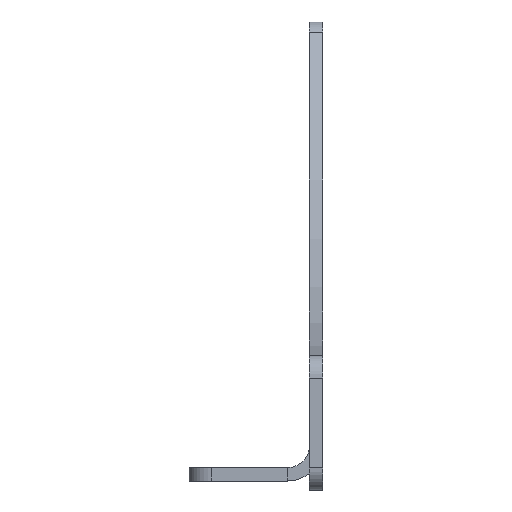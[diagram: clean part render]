
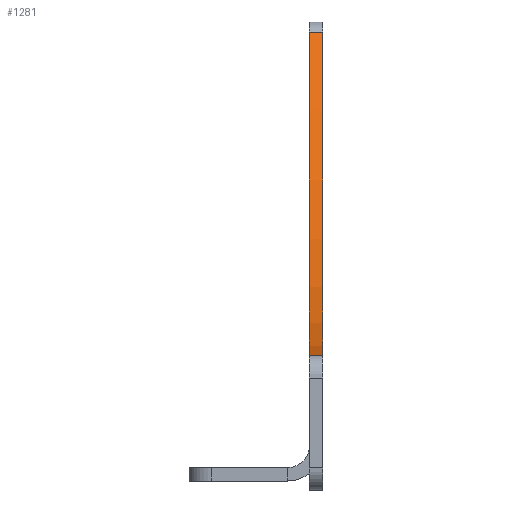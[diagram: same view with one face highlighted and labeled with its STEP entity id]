
A CAD part, front view. The second image highlights one B-rep face of the part: STEP entity #1281.
In plain terms, the highlighted cylindrical face has radius 161.533 mm (diameter 323.066 mm), a partial arc.
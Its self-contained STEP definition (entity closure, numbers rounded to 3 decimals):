
#57 = DIRECTION ( 'NONE',  ( 0., 0., 1. ) ) ;
#176 = CYLINDRICAL_SURFACE ( 'NONE', #445, 161.533 ) ;
#289 = AXIS2_PLACEMENT_3D ( 'NONE', #2463, #1583, #57 ) ;
#361 = CARTESIAN_POINT ( 'NONE',  ( 0., 134.945, 102.748 ) ) ;
#416 = CARTESIAN_POINT ( 'NONE',  ( -3., 134.945, 102.748 ) ) ;
#445 = AXIS2_PLACEMENT_3D ( 'NONE', #2351, #2692, #3287 ) ;
#474 = CARTESIAN_POINT ( 'NONE',  ( -3., 4.85, 30.073 ) ) ;
#476 = VERTEX_POINT ( 'NONE', #3912 ) ;
#504 = DIRECTION ( 'NONE',  ( 1., 0., 0. ) ) ;
#549 = CARTESIAN_POINT ( 'NONE',  ( -3., 134.945, 102.748 ) ) ;
#626 = VERTEX_POINT ( 'NONE', #361 ) ;
#1070 = CIRCLE ( 'NONE', #289, 161.533 ) ;
#1112 = VERTEX_POINT ( 'NONE', #2290 ) ;
#1171 = ORIENTED_EDGE ( 'NONE', *, *, #3412, .F. ) ;
#1281 = ADVANCED_FACE ( 'NONE', ( #3693 ), #176, .F. ) ;
#1348 = CARTESIAN_POINT ( 'NONE',  ( -3., 0., 191.533 ) ) ;
#1434 = EDGE_CURVE ( 'NONE', #476, #1112, #3986, .T. ) ;
#1583 = DIRECTION ( 'NONE',  ( -1., 0., 0. ) ) ;
#1665 = DIRECTION ( 'NONE',  ( -1., 0., 0. ) ) ;
#1780 = DIRECTION ( 'NONE',  ( 0., 0., 1. ) ) ;
#2109 = ORIENTED_EDGE ( 'NONE', *, *, #3631, .T. ) ;
#2272 = AXIS2_PLACEMENT_3D ( 'NONE', #1348, #2562, #1780 ) ;
#2290 = CARTESIAN_POINT ( 'NONE',  ( 0., 4.85, 30.073 ) ) ;
#2333 = VECTOR ( 'NONE', #504, 1000. ) ;
#2351 = CARTESIAN_POINT ( 'NONE',  ( -3., 0., 191.533 ) ) ;
#2463 = CARTESIAN_POINT ( 'NONE',  ( 0., 0., 191.533 ) ) ;
#2512 = EDGE_CURVE ( 'NONE', #3166, #476, #2944, .T. ) ;
#2562 = DIRECTION ( 'NONE',  ( -1., 0., 0. ) ) ;
#2692 = DIRECTION ( 'NONE',  ( 1., 0., 0. ) ) ;
#2944 = CIRCLE ( 'NONE', #2272, 161.533 ) ;
#3166 = VERTEX_POINT ( 'NONE', #549 ) ;
#3221 = EDGE_LOOP ( 'NONE', ( #1171, #2109, #3751, #3578 ) ) ;
#3287 = DIRECTION ( 'NONE',  ( 0., 0., -1. ) ) ;
#3412 = EDGE_CURVE ( 'NONE', #626, #1112, #1070, .T. ) ;
#3578 = ORIENTED_EDGE ( 'NONE', *, *, #1434, .T. ) ;
#3618 = VECTOR ( 'NONE', #1665, 1000. ) ;
#3631 = EDGE_CURVE ( 'NONE', #626, #3166, #3802, .T. ) ;
#3693 = FACE_OUTER_BOUND ( 'NONE', #3221, .T. ) ;
#3751 = ORIENTED_EDGE ( 'NONE', *, *, #2512, .T. ) ;
#3802 = LINE ( 'NONE', #416, #3618 ) ;
#3912 = CARTESIAN_POINT ( 'NONE',  ( -3., 4.85, 30.073 ) ) ;
#3986 = LINE ( 'NONE', #474, #2333 ) ;
